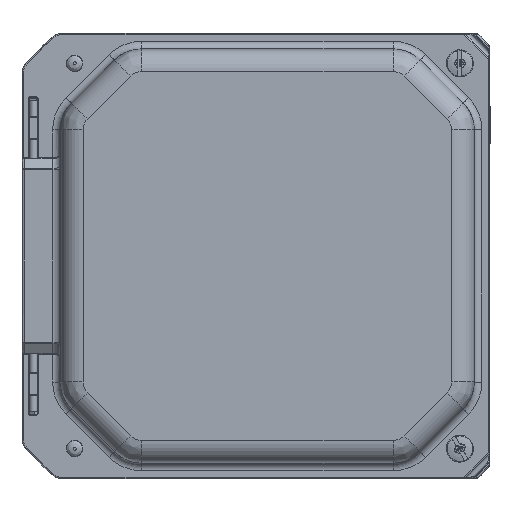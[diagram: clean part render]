
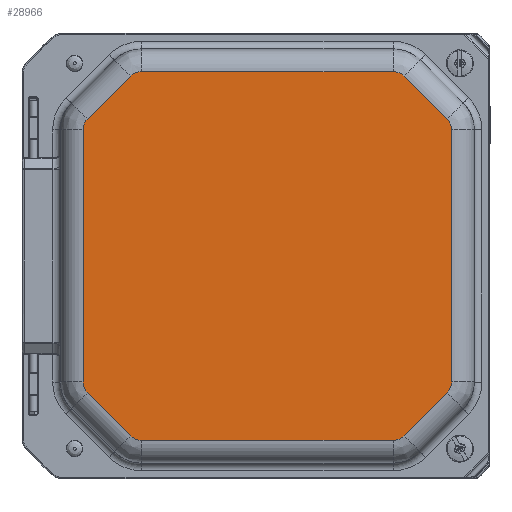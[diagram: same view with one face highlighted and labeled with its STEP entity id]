
A CAD part, top view. The second image highlights one B-rep face of the part: STEP entity #28966.
In plain terms, the highlighted planar face has unit normal (0, 0, 1).
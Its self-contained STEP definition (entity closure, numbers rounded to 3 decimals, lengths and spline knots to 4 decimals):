
#4058=LINE('',#66859,#5891);
#4061=LINE('',#66866,#5894);
#4062=LINE('',#66895,#5895);
#4063=LINE('',#66899,#5896);
#4064=LINE('',#66929,#5897);
#4066=LINE('',#66935,#5899);
#4067=LINE('',#66964,#5900);
#4068=LINE('',#66968,#5901);
#5891=VECTOR('',#41223,4.1941);
#5894=VECTOR('',#41230,1.0132);
#5895=VECTOR('',#41245,1.0132);
#5896=VECTOR('',#41250,4.1961);
#5897=VECTOR('',#41265,4.1961);
#5899=VECTOR('',#41271,1.0132);
#5900=VECTOR('',#41286,1.0132);
#5901=VECTOR('',#41291,4.1941);
#6435=PLANE('',#32600);
#8356=FACE_OUTER_BOUND('',#10305,.T.);
#10305=EDGE_LOOP('',(#26580,#26581,#26582,#26583,#26584,#26585,#26586,#26587,
#26588,#26589,#26590,#26591,#26592,#26593,#26594,#26595));
#11694=CIRCLE('',#32563,0.2539);
#11700=CIRCLE('',#32571,0.2539);
#11703=CIRCLE('',#32574,0.2539);
#11707=CIRCLE('',#32580,0.2539);
#11710=CIRCLE('',#32583,0.2539);
#11714=CIRCLE('',#32589,0.2539);
#11717=CIRCLE('',#32592,0.2539);
#11720=CIRCLE('',#32597,0.2539);
#14168=VERTEX_POINT('',#66849);
#14169=VERTEX_POINT('',#66851);
#14171=VERTEX_POINT('',#66857);
#14172=VERTEX_POINT('',#66862);
#14174=VERTEX_POINT('',#66876);
#14175=VERTEX_POINT('',#66888);
#14176=VERTEX_POINT('',#66893);
#14177=VERTEX_POINT('',#66897);
#14178=VERTEX_POINT('',#66909);
#14179=VERTEX_POINT('',#66921);
#14181=VERTEX_POINT('',#66927);
#14182=VERTEX_POINT('',#66931);
#14184=VERTEX_POINT('',#66945);
#14185=VERTEX_POINT('',#66957);
#14186=VERTEX_POINT('',#66962);
#14187=VERTEX_POINT('',#66966);
#18324=EDGE_CURVE('',#14168,#14169,#11694,.T.);
#18328=EDGE_CURVE('',#14171,#14168,#4058,.T.);
#18332=EDGE_CURVE('',#14169,#14172,#4061,.T.);
#18334=EDGE_CURVE('',#14174,#14171,#11700,.T.);
#18337=EDGE_CURVE('',#14172,#14175,#11703,.T.);
#18339=EDGE_CURVE('',#14176,#14174,#4062,.T.);
#18341=EDGE_CURVE('',#14175,#14177,#4063,.T.);
#18343=EDGE_CURVE('',#14178,#14176,#11707,.T.);
#18346=EDGE_CURVE('',#14177,#14179,#11710,.T.);
#18348=EDGE_CURVE('',#14181,#14178,#4064,.T.);
#18351=EDGE_CURVE('',#14179,#14182,#4066,.T.);
#18353=EDGE_CURVE('',#14184,#14181,#11714,.T.);
#18356=EDGE_CURVE('',#14182,#14185,#11717,.T.);
#18358=EDGE_CURVE('',#14186,#14184,#4067,.T.);
#18360=EDGE_CURVE('',#14185,#14187,#4068,.T.);
#18361=EDGE_CURVE('',#14187,#14186,#11720,.T.);
#26580=ORIENTED_EDGE('',*,*,#18324,.F.);
#26581=ORIENTED_EDGE('',*,*,#18328,.F.);
#26582=ORIENTED_EDGE('',*,*,#18334,.F.);
#26583=ORIENTED_EDGE('',*,*,#18339,.F.);
#26584=ORIENTED_EDGE('',*,*,#18343,.F.);
#26585=ORIENTED_EDGE('',*,*,#18348,.F.);
#26586=ORIENTED_EDGE('',*,*,#18353,.F.);
#26587=ORIENTED_EDGE('',*,*,#18358,.F.);
#26588=ORIENTED_EDGE('',*,*,#18361,.F.);
#26589=ORIENTED_EDGE('',*,*,#18360,.F.);
#26590=ORIENTED_EDGE('',*,*,#18356,.F.);
#26591=ORIENTED_EDGE('',*,*,#18351,.F.);
#26592=ORIENTED_EDGE('',*,*,#18346,.F.);
#26593=ORIENTED_EDGE('',*,*,#18341,.F.);
#26594=ORIENTED_EDGE('',*,*,#18337,.F.);
#26595=ORIENTED_EDGE('',*,*,#18332,.F.);
#28966=ADVANCED_FACE('',(#8356),#6435,.T.);
#32563=AXIS2_PLACEMENT_3D('',#66852,#41213,#41214);
#32571=AXIS2_PLACEMENT_3D('',#66878,#41233,#41234);
#32574=AXIS2_PLACEMENT_3D('',#66891,#41239,#41240);
#32580=AXIS2_PLACEMENT_3D('',#66911,#41253,#41254);
#32583=AXIS2_PLACEMENT_3D('',#66925,#41259,#41260);
#32589=AXIS2_PLACEMENT_3D('',#66947,#41274,#41275);
#32592=AXIS2_PLACEMENT_3D('',#66960,#41280,#41281);
#32597=AXIS2_PLACEMENT_3D('',#66978,#41292,#41293);
#32600=AXIS2_PLACEMENT_3D('',#66983,#41300,#41301);
#41213=DIRECTION('center_axis',(0.,0.,-1.));
#41214=DIRECTION('ref_axis',(-0.383,-0.924,0.));
#41223=DIRECTION('',(-1.,0.,0.));
#41230=DIRECTION('',(-0.707,0.707,0.));
#41233=DIRECTION('center_axis',(0.,0.,-1.));
#41234=DIRECTION('ref_axis',(0.383,-0.924,0.));
#41239=DIRECTION('center_axis',(0.,0.,-1.));
#41240=DIRECTION('ref_axis',(-0.924,-0.383,0.));
#41245=DIRECTION('',(-0.707,-0.707,0.));
#41250=DIRECTION('',(0.,1.,0.));
#41253=DIRECTION('center_axis',(0.,0.,-1.));
#41254=DIRECTION('ref_axis',(0.924,-0.383,0.));
#41259=DIRECTION('center_axis',(0.,0.,-1.));
#41260=DIRECTION('ref_axis',(-0.924,0.383,0.));
#41265=DIRECTION('',(0.,-1.,0.));
#41271=DIRECTION('',(0.707,0.707,0.));
#41274=DIRECTION('center_axis',(0.,0.,-1.));
#41275=DIRECTION('ref_axis',(0.924,0.383,0.));
#41280=DIRECTION('center_axis',(0.,0.,-1.));
#41281=DIRECTION('ref_axis',(-0.383,0.924,0.));
#41286=DIRECTION('',(0.707,-0.707,0.));
#41291=DIRECTION('',(1.,0.,0.));
#41292=DIRECTION('center_axis',(0.,0.,-1.));
#41293=DIRECTION('ref_axis',(0.383,0.924,0.));
#41300=DIRECTION('center_axis',(0.,0.,1.));
#41301=DIRECTION('ref_axis',(1.,0.,0.));
#66849=CARTESIAN_POINT('',(-1.9086,-3.0684,1.));
#66851=CARTESIAN_POINT('',(-2.0881,-2.994,1.));
#66852=CARTESIAN_POINT('Origin',(-1.9086,-2.8145,1.));
#66857=CARTESIAN_POINT('',(2.2856,-3.0684,1.));
#66859=CARTESIAN_POINT('',(2.2856,-3.0684,1.));
#66862=CARTESIAN_POINT('',(-2.8045,-2.2776,1.));
#66866=CARTESIAN_POINT('',(-2.0881,-2.994,1.));
#66876=CARTESIAN_POINT('',(2.4651,-2.994,1.));
#66878=CARTESIAN_POINT('Origin',(2.2856,-2.8145,1.));
#66888=CARTESIAN_POINT('',(-2.8789,-2.0981,1.));
#66891=CARTESIAN_POINT('Origin',(-2.625,-2.0981,1.));
#66893=CARTESIAN_POINT('',(3.1815,-2.2776,1.));
#66895=CARTESIAN_POINT('',(3.1815,-2.2776,1.));
#66897=CARTESIAN_POINT('',(-2.8789,2.0981,1.));
#66899=CARTESIAN_POINT('',(-2.8789,-2.0981,1.));
#66909=CARTESIAN_POINT('',(3.2559,-2.0981,1.));
#66911=CARTESIAN_POINT('Origin',(3.002,-2.0981,1.));
#66921=CARTESIAN_POINT('',(-2.8045,2.2776,1.));
#66925=CARTESIAN_POINT('Origin',(-2.625,2.0981,1.));
#66927=CARTESIAN_POINT('',(3.2559,2.0981,1.));
#66929=CARTESIAN_POINT('',(3.2559,2.0981,1.));
#66931=CARTESIAN_POINT('',(-2.0881,2.994,1.));
#66935=CARTESIAN_POINT('',(-2.8045,2.2776,1.));
#66945=CARTESIAN_POINT('',(3.1815,2.2776,1.));
#66947=CARTESIAN_POINT('Origin',(3.002,2.0981,1.));
#66957=CARTESIAN_POINT('',(-1.9086,3.0684,1.));
#66960=CARTESIAN_POINT('Origin',(-1.9086,2.8145,1.));
#66962=CARTESIAN_POINT('',(2.4651,2.994,1.));
#66964=CARTESIAN_POINT('',(2.4651,2.994,1.));
#66966=CARTESIAN_POINT('',(2.2856,3.0684,1.));
#66968=CARTESIAN_POINT('',(-1.9086,3.0684,1.));
#66978=CARTESIAN_POINT('Origin',(2.2856,2.8145,1.));
#66983=CARTESIAN_POINT('Origin',(0.1885,0.,1.));
